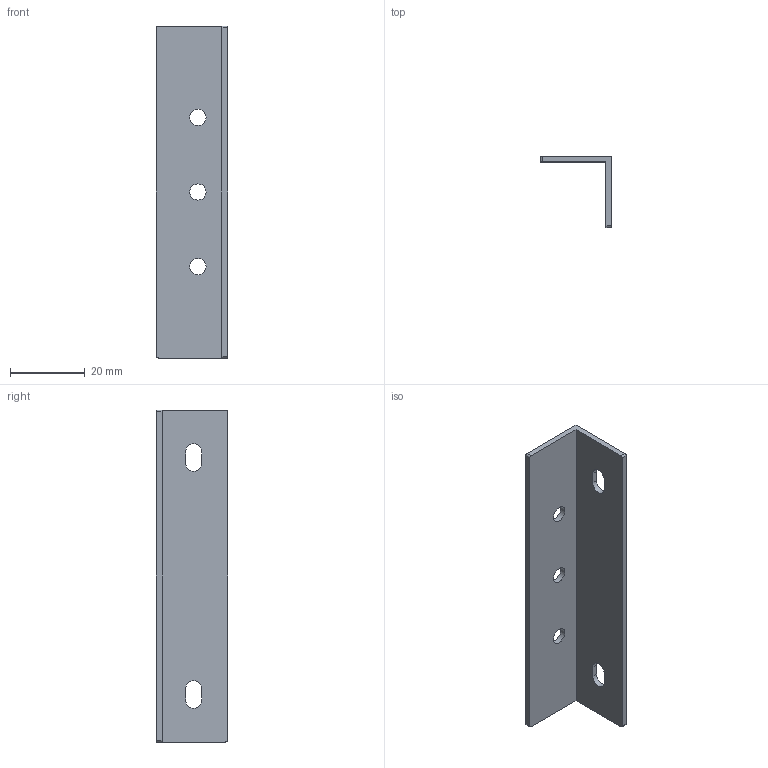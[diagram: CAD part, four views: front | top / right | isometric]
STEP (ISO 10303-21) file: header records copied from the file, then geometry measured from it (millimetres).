
FILE_DESCRIPTION(/* description */ (''),/* implementation_level */ '2;1');
FILE_NAME(/* name */ 'Mounting Bar, Holds 3 Line Sensors.ipt.step',/* time_stamp */ '2020-04-16T23:04:03-04:00',/* author */ ('Jordan'),/* organization */ (''),/* preprocessor_version */ 'ST-DEVELOPER v17',/* originating_system */ 'Autodesk Inventor 2019',/* authorisation */ '');
FILE_SCHEMA (('AUTOMOTIVE_DESIGN { 1 0 10303 214 3 1 1 }'));
Length unit declared in the file: inch
Products named in the file (1): Mounting Bar, Holds 3 Line Sensors
Bounding box: 19.05 x 19.05 x 89 mm (x, y, z)
Volume: 4735.2 mm3; surface area: 6809.6 mm2
Topology: 1 solids, 1 shells, 23 faces, 69 edges, 48 vertices
Faces by surface type: plane 12, cylinder 11
Full cylindrical faces by diameter (mm): 4.35 x3
Entity records: 860 total; most frequent: DIRECTION 145, CARTESIAN_POINT 141, ORIENTED_EDGE 138, EDGE_CURVE 69, AXIS2_PLACEMENT_3D 52, VERTEX_POINT 48, LINE 41, VECTOR 41
